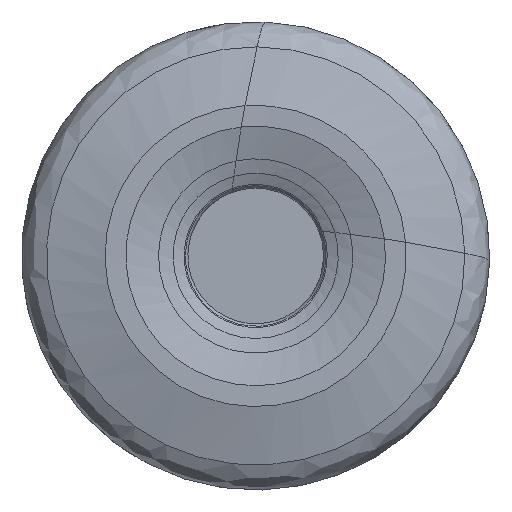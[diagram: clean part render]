
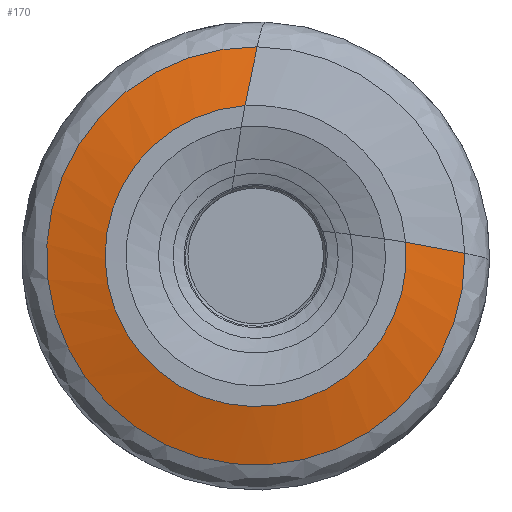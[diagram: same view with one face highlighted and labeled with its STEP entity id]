
A CAD part, left-side view. The second image highlights one B-rep face of the part: STEP entity #170.
In plain terms, the highlighted free-form (B-spline) face has degree [1, 3] with [2, 7] control points.
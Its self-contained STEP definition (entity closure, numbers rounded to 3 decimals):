
#170=ADVANCED_FACE('',(#290),#242,.F.);
#242=(
BOUNDED_SURFACE()
B_SPLINE_SURFACE(1,3,((#1827,#1828,#1829,#1830,#1831,#1832,#1833),(#1834,
#1835,#1836,#1837,#1838,#1839,#1840)),.UNSPECIFIED.,.F.,.F.,.F.)
B_SPLINE_SURFACE_WITH_KNOTS((2,2),(4,3,4),(0.,1.),(0.,0.5,1.),
 .UNSPECIFIED.)
GEOMETRIC_REPRESENTATION_ITEM()
RATIONAL_B_SPLINE_SURFACE(((1.,0.585,0.585,1.,0.585,
0.585,1.),(1.,0.585,0.585,1.,0.585,
0.585,1.)))
REPRESENTATION_ITEM('')
SURFACE()
);
#290=FACE_OUTER_BOUND('',#340,.T.);
#340=EDGE_LOOP('',(#565,#566,#567,#568));
#435=CIRCLE('',#1007,5.147);
#436=CIRCLE('',#1008,7.145);
#565=ORIENTED_EDGE('',*,*,#854,.F.);
#566=ORIENTED_EDGE('',*,*,#855,.F.);
#567=ORIENTED_EDGE('',*,*,#851,.T.);
#568=ORIENTED_EDGE('',*,*,#856,.F.);
#761=VERTEX_POINT('',#1804);
#762=VERTEX_POINT('',#1805);
#763=VERTEX_POINT('',#1823);
#764=VERTEX_POINT('',#1824);
#851=EDGE_CURVE('',#761,#762,#435,.T.);
#854=EDGE_CURVE('',#763,#764,#436,.T.);
#855=EDGE_CURVE('',#761,#763,#935,.T.);
#856=EDGE_CURVE('',#764,#762,#936,.T.);
#935=LINE('',#1825,#963);
#936=LINE('',#1826,#964);
#963=VECTOR('',#1182,1.);
#964=VECTOR('',#1183,1.);
#1007=AXIS2_PLACEMENT_3D('',#1803,#1176,#1177);
#1008=AXIS2_PLACEMENT_3D('',#1822,#1180,#1181);
#1176=DIRECTION('',(1.,0.,0.));
#1177=DIRECTION('',(0.,-0.996,0.091));
#1180=DIRECTION('',(1.,0.,0.));
#1181=DIRECTION('',(0.,-1.,0.013));
#1182=DIRECTION('',(0.249,-0.952,-0.177));
#1183=DIRECTION('',(-0.249,0.197,-0.948));
#1803=CARTESIAN_POINT('',(0.,0.,0.));
#1804=CARTESIAN_POINT('',(0.,-5.126,0.47));
#1805=CARTESIAN_POINT('',(0.,0.366,5.134));
#1822=CARTESIAN_POINT('',(0.528,0.,0.));
#1823=CARTESIAN_POINT('',(0.528,-7.145,0.094));
#1824=CARTESIAN_POINT('',(0.528,-0.051,7.145));
#1825=CARTESIAN_POINT('',(0.,-5.126,0.47));
#1826=CARTESIAN_POINT('',(0.,0.366,5.134));
#1827=CARTESIAN_POINT('',(0.,-5.126,0.47));
#1828=CARTESIAN_POINT('',(0.,-5.621,-4.935));
#1829=CARTESIAN_POINT('',(0.,-0.805,-7.437));
#1830=CARTESIAN_POINT('',(0.,3.332,-3.923));
#1831=CARTESIAN_POINT('',(0.,7.469,-0.409));
#1832=CARTESIAN_POINT('',(0.,5.78,4.749));
#1833=CARTESIAN_POINT('',(0.,0.366,5.134));
#1834=CARTESIAN_POINT('',(0.528,-7.145,0.094));
#1835=CARTESIAN_POINT('',(0.528,-7.244,-7.44));
#1836=CARTESIAN_POINT('',(0.528,-0.306,-10.38));
#1837=CARTESIAN_POINT('',(0.528,5.037,-5.068));
#1838=CARTESIAN_POINT('',(0.528,10.381,0.244));
#1839=CARTESIAN_POINT('',(0.528,7.483,7.199));
#1840=CARTESIAN_POINT('',(0.528,-0.051,7.145));
